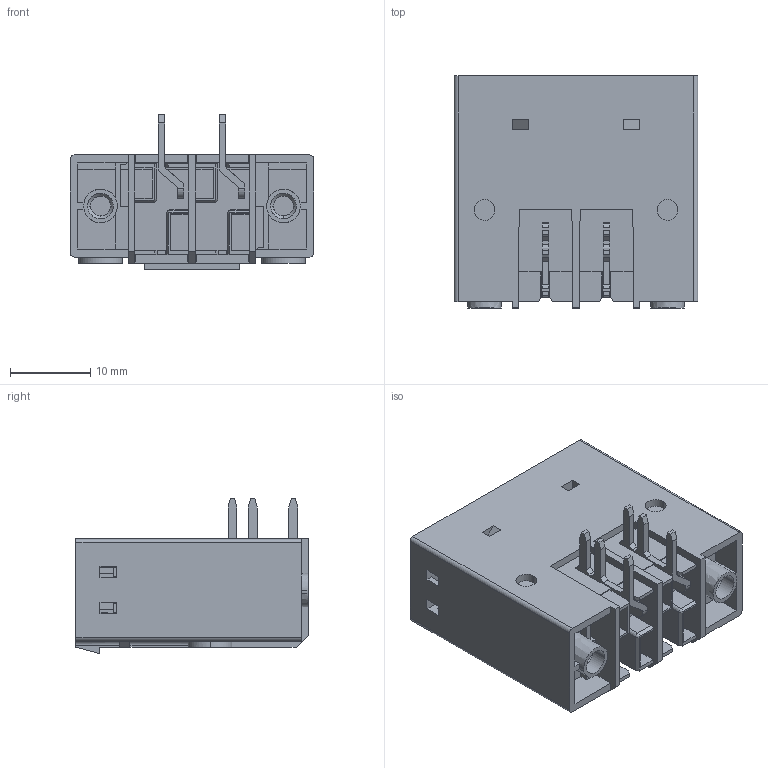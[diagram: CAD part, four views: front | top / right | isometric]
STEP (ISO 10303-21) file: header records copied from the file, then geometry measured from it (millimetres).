
FILE_DESCRIPTION( ('This file contains a STEP AP42 implementation' ,'as created by ZW3D STEP Interface translator.') ,'2;1' );
FILE_NAME( 'WJ3EDGRHM-7.62-02P-140-00A.stp' ,'22 428.17 834', (''), ('ZWCAD Software Co.'), 'Version 1.0', 'ZW3D to STEP translator', '' );
FILE_SCHEMA(('AUTOMOTIVE_DESIGN'));
Length unit declared in the file: millimetre
Products named in the file (2): 0; 錨璃001
Bounding box: 30.48 x 29 x 19.25 mm (x, y, z)
Volume: 6245.5 mm3; surface area: 7719.2 mm2
Topology: 1 solids, 3 shells, 633 faces, 1838 edges, 1198 vertices
Faces by surface type: bspline 633
Entity records: 20307 total; most frequent: CARTESIAN_POINT 8763, ORIENTED_EDGE 3684, EDGE_CURVE 1838, B_SPLINE_CURVE_WITH_KNOTS 1660, VERTEX_POINT 1198, EDGE_LOOP 662, FACE_OUTER_BOUND 633, ADVANCED_FACE 633
